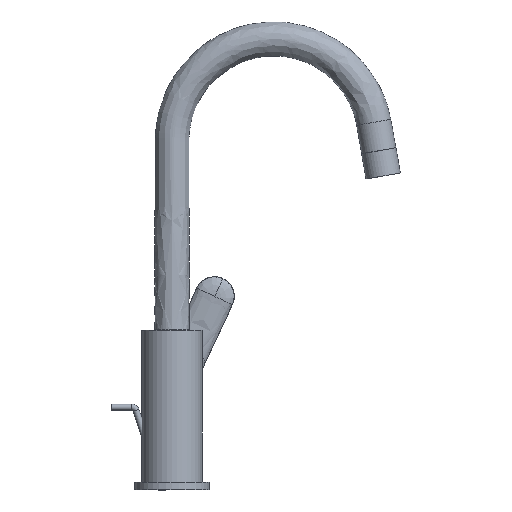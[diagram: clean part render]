
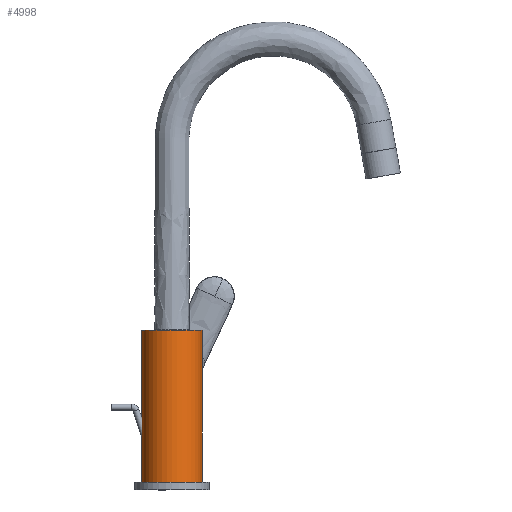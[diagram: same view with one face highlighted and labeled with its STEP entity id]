
A CAD part, front view. The second image highlights one B-rep face of the part: STEP entity #4998.
In plain terms, the highlighted cylindrical face has radius 20 mm (diameter 40 mm), a full revolution.
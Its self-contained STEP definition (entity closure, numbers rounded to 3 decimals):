
#19=ELLIPSE('',#5361,28.284,20.);
#20=ELLIPSE('',#5362,28.284,20.);
#742=CYLINDRICAL_SURFACE('',#5358,20.);
#812=CIRCLE('',#5359,20.);
#813=CIRCLE('',#5360,20.);
#2401=ORIENTED_EDGE('',*,*,#3138,.F.);
#2402=ORIENTED_EDGE('',*,*,#3139,.T.);
#2403=ORIENTED_EDGE('',*,*,#3140,.T.);
#2404=ORIENTED_EDGE('',*,*,#3141,.T.);
#3138=EDGE_CURVE('',#3596,#3596,#812,.T.);
#3139=EDGE_CURVE('',#3597,#3597,#813,.T.);
#3140=EDGE_CURVE('',#3598,#3599,#19,.F.);
#3141=EDGE_CURVE('',#3599,#3598,#20,.T.);
#3596=VERTEX_POINT('',#15554);
#3597=VERTEX_POINT('',#15556);
#3598=VERTEX_POINT('',#15558);
#3599=VERTEX_POINT('',#15559);
#4232=EDGE_LOOP('',(#2401));
#4233=EDGE_LOOP('',(#2402));
#4234=EDGE_LOOP('',(#2403,#2404));
#4569=FACE_BOUND('',#4232,.T.);
#4570=FACE_BOUND('',#4233,.T.);
#4571=FACE_BOUND('',#4234,.T.);
#4998=ADVANCED_FACE('',(#4569,#4570,#4571),#742,.T.);
#5358=AXIS2_PLACEMENT_3D('',#15552,#6209,#6210);
#5359=AXIS2_PLACEMENT_3D('',#15553,#6211,#6212);
#5360=AXIS2_PLACEMENT_3D('',#15555,#6213,#6214);
#5361=AXIS2_PLACEMENT_3D('',#15557,#6215,#6216);
#5362=AXIS2_PLACEMENT_3D('',#15560,#6217,#6218);
#6209=DIRECTION('',(0.,0.,-1.));
#6210=DIRECTION('',(-1.,0.,0.));
#6211=DIRECTION('',(0.,0.,-1.));
#6212=DIRECTION('',(1.,0.,0.));
#6213=DIRECTION('',(0.,0.,-1.));
#6214=DIRECTION('',(1.,0.,0.));
#6215=DIRECTION('',(0.,0.707,-0.707));
#6216=DIRECTION('',(0.,-0.707,-0.707));
#6217=DIRECTION('',(0.,-0.707,-0.707));
#6218=DIRECTION('',(0.,0.707,-0.707));
#15552=CARTESIAN_POINT('',(0.,0.,101.));
#15553=CARTESIAN_POINT('',(0.,0.,0.));
#15554=CARTESIAN_POINT('',(20.,0.,0.));
#15555=CARTESIAN_POINT('',(0.,0.,101.));
#15556=CARTESIAN_POINT('',(20.,0.,101.));
#15557=CARTESIAN_POINT('',(0.,0.,63.));
#15558=CARTESIAN_POINT('',(20.,0.,63.));
#15559=CARTESIAN_POINT('',(-20.,0.,63.));
#15560=CARTESIAN_POINT('',(0.,0.,63.));
